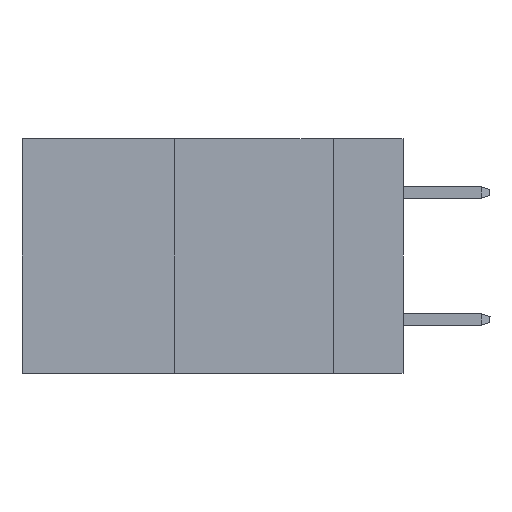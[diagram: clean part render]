
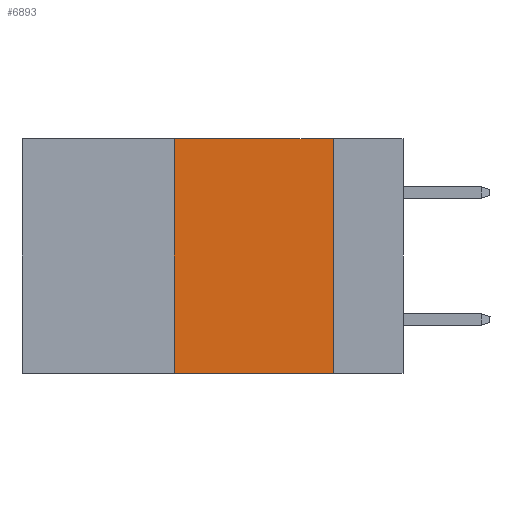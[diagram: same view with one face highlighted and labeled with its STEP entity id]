
A CAD part, left-side view. The second image highlights one B-rep face of the part: STEP entity #6893.
In plain terms, the highlighted planar face has unit normal (-1, 0, 0).
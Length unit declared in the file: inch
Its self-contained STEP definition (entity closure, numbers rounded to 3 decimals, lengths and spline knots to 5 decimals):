
#230 = CARTESIAN_POINT ( 'NONE',  ( 0., 0.6, 0. ) ) ;
#616 = CARTESIAN_POINT ( 'NONE',  ( 0., 0.6, 0. ) ) ;
#1342 = PLANE ( 'NONE',  #3802 ) ;
#1452 = EDGE_CURVE ( 'NONE', #3994, #4923, #6572, .T. ) ;
#2009 = ORIENTED_EDGE ( 'NONE', *, *, #4228, .F. ) ;
#2223 = CARTESIAN_POINT ( 'NONE',  ( 0., 0.11, 0. ) ) ;
#2416 = VECTOR ( 'NONE', #5207, 39.37008 ) ;
#2522 = EDGE_CURVE ( 'NONE', #2626, #12225, #10986, .T. ) ;
#2626 = VERTEX_POINT ( 'NONE', #8801 ) ;
#2839 = CARTESIAN_POINT ( 'NONE',  ( 0., 0.36, -0.37 ) ) ;
#3219 = ORIENTED_EDGE ( 'NONE', *, *, #9337, .F. ) ;
#3575 = CARTESIAN_POINT ( 'NONE',  ( 0., 0.11, 0. ) ) ;
#3802 = AXIS2_PLACEMENT_3D ( 'NONE', #230, #4824, #9453 ) ;
#3994 = VERTEX_POINT ( 'NONE', #2839 ) ;
#4228 = EDGE_CURVE ( 'NONE', #3994, #2626, #9325, .T. ) ;
#4328 = LINE ( 'NONE', #3575, #13289 ) ;
#4824 = DIRECTION ( 'NONE',  ( 1., 0., 0. ) ) ;
#4923 = VERTEX_POINT ( 'NONE', #8841 ) ;
#5207 = DIRECTION ( 'NONE',  ( 0., -1., 0. ) ) ;
#5976 = CARTESIAN_POINT ( 'NONE',  ( 0., 0.36, 0. ) ) ;
#6572 = LINE ( 'NONE', #13950, #8684 ) ;
#6893 = ADVANCED_FACE ( 'NONE', ( #11958 ), #1342, .F. ) ;
#7263 = DIRECTION ( 'NONE',  ( 0., 0., -1. ) ) ;
#8200 = DIRECTION ( 'NONE',  ( 0., 0., 1. ) ) ;
#8684 = VECTOR ( 'NONE', #11662, 39.37008 ) ;
#8801 = CARTESIAN_POINT ( 'NONE',  ( 0., 0.36, 0. ) ) ;
#8841 = CARTESIAN_POINT ( 'NONE',  ( 0., 0.11, -0.37 ) ) ;
#9262 = ORIENTED_EDGE ( 'NONE', *, *, #1452, .T. ) ;
#9325 = LINE ( 'NONE', #5976, #9455 ) ;
#9337 = EDGE_CURVE ( 'NONE', #12225, #4923, #4328, .T. ) ;
#9453 = DIRECTION ( 'NONE',  ( 0., 0., -1. ) ) ;
#9455 = VECTOR ( 'NONE', #8200, 39.37008 ) ;
#10962 = ORIENTED_EDGE ( 'NONE', *, *, #2522, .F. ) ;
#10986 = LINE ( 'NONE', #616, #2416 ) ;
#10991 = EDGE_LOOP ( 'NONE', ( #3219, #10962, #2009, #9262 ) ) ;
#11662 = DIRECTION ( 'NONE',  ( 0., -1., 0. ) ) ;
#11958 = FACE_OUTER_BOUND ( 'NONE', #10991, .T. ) ;
#12225 = VERTEX_POINT ( 'NONE', #2223 ) ;
#13289 = VECTOR ( 'NONE', #7263, 39.37008 ) ;
#13950 = CARTESIAN_POINT ( 'NONE',  ( 0., 0.6, -0.37 ) ) ;
